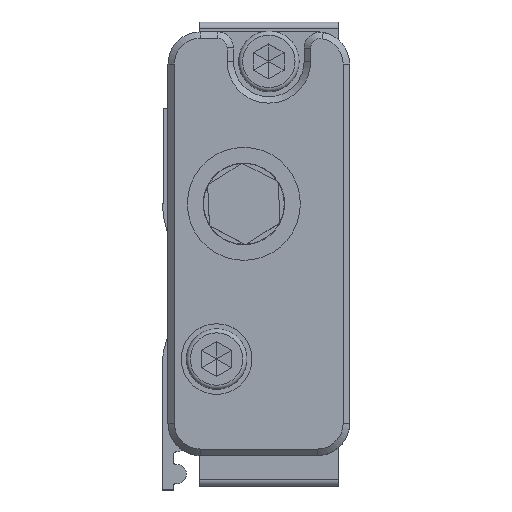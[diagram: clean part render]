
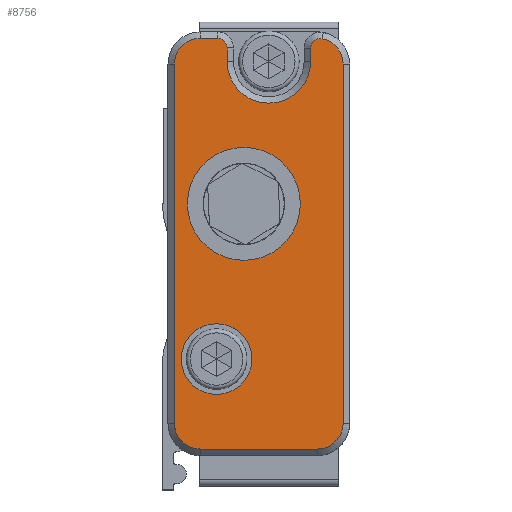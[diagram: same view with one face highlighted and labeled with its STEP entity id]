
A CAD part, top view. The second image highlights one B-rep face of the part: STEP entity #8756.
In plain terms, the highlighted planar face has unit normal (0, 0, 1).
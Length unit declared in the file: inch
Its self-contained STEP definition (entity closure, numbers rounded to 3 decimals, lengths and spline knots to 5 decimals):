
#245=FACE_BOUND('',#1389,.T.);
#246=FACE_BOUND('',#1390,.T.);
#348=PLANE('',#9881);
#840=FACE_OUTER_BOUND('',#1388,.T.);
#1388=EDGE_LOOP('',(#7769,#7770,#7771,#7772,#7773,#7774,#7775,#7776,#7777,
#7778,#7779,#7780,#7781));
#1389=EDGE_LOOP('',(#7782));
#1390=EDGE_LOOP('',(#7783));
#1962=CIRCLE('',#9844,0.16);
#1965=CIRCLE('',#9848,0.06);
#1966=CIRCLE('',#9851,0.25875);
#1969=CIRCLE('',#9856,0.06);
#1970=CIRCLE('',#9859,0.16);
#1972=CIRCLE('',#9863,0.16);
#1974=CIRCLE('',#9867,0.16);
#1981=CIRCLE('',#9882,0.21875);
#1982=CIRCLE('',#9883,0.35);
#2611=LINE('',#19684,#3162);
#2617=LINE('',#19704,#3168);
#2621=LINE('',#19716,#3172);
#2625=LINE('',#19728,#3176);
#2629=LINE('',#19740,#3180);
#2633=LINE('',#19752,#3184);
#3162=VECTOR('',#12254,0.3937);
#3168=VECTOR('',#12274,0.3937);
#3172=VECTOR('',#12286,0.3937);
#3176=VECTOR('',#12298,0.3937);
#3180=VECTOR('',#12310,0.3937);
#3184=VECTOR('',#12322,0.3937);
#4012=VERTEX_POINT('',#19681);
#4013=VERTEX_POINT('',#19683);
#4016=VERTEX_POINT('',#19690);
#4018=VERTEX_POINT('',#19697);
#4020=VERTEX_POINT('',#19702);
#4022=VERTEX_POINT('',#19708);
#4024=VERTEX_POINT('',#19714);
#4026=VERTEX_POINT('',#19721);
#4028=VERTEX_POINT('',#19726);
#4030=VERTEX_POINT('',#19732);
#4032=VERTEX_POINT('',#19738);
#4034=VERTEX_POINT('',#19744);
#4036=VERTEX_POINT('',#19750);
#4047=VERTEX_POINT('',#19792);
#4048=VERTEX_POINT('',#19794);
#5248=EDGE_CURVE('',#4012,#4013,#2611,.T.);
#5252=EDGE_CURVE('',#4016,#4012,#1962,.T.);
#5256=EDGE_CURVE('',#4018,#4016,#1965,.T.);
#5258=EDGE_CURVE('',#4020,#4018,#2617,.T.);
#5261=EDGE_CURVE('',#4022,#4020,#1966,.T.);
#5264=EDGE_CURVE('',#4024,#4022,#2621,.T.);
#5268=EDGE_CURVE('',#4026,#4024,#1969,.T.);
#5270=EDGE_CURVE('',#4028,#4026,#2625,.T.);
#5273=EDGE_CURVE('',#4030,#4028,#1970,.T.);
#5276=EDGE_CURVE('',#4032,#4030,#2629,.T.);
#5279=EDGE_CURVE('',#4034,#4032,#1972,.T.);
#5282=EDGE_CURVE('',#4036,#4034,#2633,.T.);
#5284=EDGE_CURVE('',#4013,#4036,#1974,.T.);
#5303=EDGE_CURVE('',#4047,#4047,#1981,.T.);
#5304=EDGE_CURVE('',#4048,#4048,#1982,.T.);
#7769=ORIENTED_EDGE('',*,*,#5248,.F.);
#7770=ORIENTED_EDGE('',*,*,#5252,.F.);
#7771=ORIENTED_EDGE('',*,*,#5256,.F.);
#7772=ORIENTED_EDGE('',*,*,#5258,.F.);
#7773=ORIENTED_EDGE('',*,*,#5261,.F.);
#7774=ORIENTED_EDGE('',*,*,#5264,.F.);
#7775=ORIENTED_EDGE('',*,*,#5268,.F.);
#7776=ORIENTED_EDGE('',*,*,#5270,.F.);
#7777=ORIENTED_EDGE('',*,*,#5273,.F.);
#7778=ORIENTED_EDGE('',*,*,#5276,.F.);
#7779=ORIENTED_EDGE('',*,*,#5279,.F.);
#7780=ORIENTED_EDGE('',*,*,#5282,.F.);
#7781=ORIENTED_EDGE('',*,*,#5284,.F.);
#7782=ORIENTED_EDGE('',*,*,#5303,.T.);
#7783=ORIENTED_EDGE('',*,*,#5304,.T.);
#8756=ADVANCED_FACE('',(#840,#245,#246),#348,.T.);
#9844=AXIS2_PLACEMENT_3D('',#19692,#12260,#12261);
#9848=AXIS2_PLACEMENT_3D('',#19699,#12269,#12270);
#9851=AXIS2_PLACEMENT_3D('',#19710,#12279,#12280);
#9856=AXIS2_PLACEMENT_3D('',#19723,#12293,#12294);
#9859=AXIS2_PLACEMENT_3D('',#19734,#12303,#12304);
#9863=AXIS2_PLACEMENT_3D('',#19746,#12315,#12316);
#9867=AXIS2_PLACEMENT_3D('',#19755,#12326,#12327);
#9881=AXIS2_PLACEMENT_3D('',#19791,#12366,#12367);
#9882=AXIS2_PLACEMENT_3D('',#19793,#12368,#12369);
#9883=AXIS2_PLACEMENT_3D('',#19795,#12370,#12371);
#12254=DIRECTION('',(0.,-1.,0.));
#12260=DIRECTION('center_axis',(0.,0.,-1.));
#12261=DIRECTION('ref_axis',(1.,0.,0.));
#12269=DIRECTION('center_axis',(0.,0.,-1.));
#12270=DIRECTION('ref_axis',(-1.,0.,0.));
#12274=DIRECTION('',(0.,1.,0.));
#12279=DIRECTION('center_axis',(0.,0.,1.));
#12280=DIRECTION('ref_axis',(-1.,0.,0.));
#12286=DIRECTION('',(0.,-1.,0.));
#12293=DIRECTION('center_axis',(0.,0.,-1.));
#12294=DIRECTION('ref_axis',(0.707,0.707,0.));
#12298=DIRECTION('',(1.,0.,0.));
#12303=DIRECTION('center_axis',(0.,0.,-1.));
#12304=DIRECTION('ref_axis',(0.,1.,0.));
#12310=DIRECTION('',(0.,1.,0.));
#12315=DIRECTION('center_axis',(0.,0.,-1.));
#12316=DIRECTION('ref_axis',(-1.,0.,0.));
#12322=DIRECTION('',(-1.,0.,0.));
#12326=DIRECTION('center_axis',(0.,0.,-1.));
#12327=DIRECTION('ref_axis',(0.,-1.,0.));
#12366=DIRECTION('center_axis',(0.,0.,1.));
#12367=DIRECTION('ref_axis',(-1.,0.,0.));
#12368=DIRECTION('center_axis',(0.,0.,-1.));
#12369=DIRECTION('ref_axis',(-1.,0.,0.));
#12370=DIRECTION('center_axis',(0.,0.,-1.));
#12371=DIRECTION('ref_axis',(-1.,0.,0.));
#19681=CARTESIAN_POINT('',(0.585,1.05,0.73902));
#19683=CARTESIAN_POINT('',(0.585,-1.175,0.73902));
#19684=CARTESIAN_POINT('',(0.585,-0.61875,0.73902));
#19690=CARTESIAN_POINT('',(0.455,1.20716,0.73902));
#19692=CARTESIAN_POINT('Origin',(0.425,1.05,0.73902));
#19697=CARTESIAN_POINT('',(0.38375,1.14823,0.73902));
#19699=CARTESIAN_POINT('Origin',(0.44375,1.14823,0.73902));
#19702=CARTESIAN_POINT('',(0.38375,1.06662,0.73902));
#19704=CARTESIAN_POINT('',(0.38375,0.59375,0.73902));
#19708=CARTESIAN_POINT('',(-0.13375,1.06662,0.73902));
#19710=CARTESIAN_POINT('Origin',(0.125,1.06662,0.73902));
#19714=CARTESIAN_POINT('',(-0.13375,1.15,0.73902));
#19716=CARTESIAN_POINT('',(-0.13375,0.50206,0.73902));
#19721=CARTESIAN_POINT('',(-0.19375,1.21,0.73902));
#19723=CARTESIAN_POINT('Origin',(-0.19375,1.15,0.73902));
#19726=CARTESIAN_POINT('',(-0.3,1.21,0.73902));
#19728=CARTESIAN_POINT('',(0.24375,1.21,0.73902));
#19732=CARTESIAN_POINT('',(-0.46,1.05,0.73902));
#19734=CARTESIAN_POINT('Origin',(-0.3,1.05,0.73902));
#19738=CARTESIAN_POINT('',(-0.46,-1.175,0.73902));
#19740=CARTESIAN_POINT('',(-0.46,0.49375,0.73902));
#19744=CARTESIAN_POINT('',(-0.3,-1.335,0.73902));
#19746=CARTESIAN_POINT('Origin',(-0.3,-1.175,0.73902));
#19750=CARTESIAN_POINT('',(0.425,-1.335,0.73902));
#19752=CARTESIAN_POINT('',(-0.11875,-1.335,0.73902));
#19755=CARTESIAN_POINT('Origin',(0.425,-1.175,0.73902));
#19791=CARTESIAN_POINT('Origin',(0.0625,-0.0625,0.73902));
#19792=CARTESIAN_POINT('',(0.01982,-0.77743,0.73902));
#19793=CARTESIAN_POINT('Origin',(-0.19893,-0.77743,
0.73902));
#19794=CARTESIAN_POINT('',(0.32,0.18425,0.73902));
#19795=CARTESIAN_POINT('Origin',(-0.03,0.18425,
0.73902));
